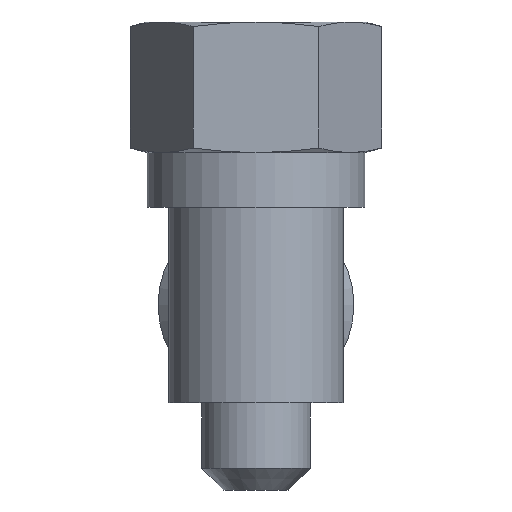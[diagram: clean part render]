
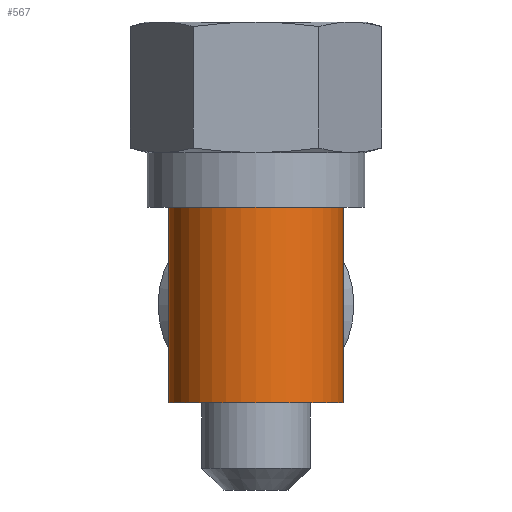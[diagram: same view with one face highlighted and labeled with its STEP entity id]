
A CAD part, front view. The second image highlights one B-rep face of the part: STEP entity #567.
In plain terms, the highlighted cylindrical face has radius 4 mm (diameter 8 mm), a full revolution.
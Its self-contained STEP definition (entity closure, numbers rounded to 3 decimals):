
#14=B_SPLINE_CURVE_WITH_KNOTS('',3,(#1011,#1012,#1013,#1014,#1015,#1016,
#1017,#1018,#1019,#1020,#1021,#1022,#1023,#1024,#1025,#1026,#1027,#1028,
#1029,#1030,#1031,#1032,#1033,#1034,#1035,#1036,#1037,#1038,#1039,#1040,
#1041,#1042,#1043,#1044,#1045,#1046,#1047,#1048,#1049,#1050,#1051,#1052),
 .UNSPECIFIED.,.T.,.F.,(4,2,2,2,2,2,2,2,2,2,2,2,2,2,2,2,2,2,2,2,4),(0.,
0.078,0.157,0.314,0.46,
0.605,0.751,0.896,1.053,1.132,
1.21,1.289,1.367,1.524,1.67,
1.815,1.961,2.107,2.264,2.342,
2.421),.UNSPECIFIED.);
#53=CYLINDRICAL_SURFACE('',#628,4.);
#81=FACE_BOUND('',#170,.T.);
#82=FACE_BOUND('',#171,.T.);
#127=FACE_OUTER_BOUND('',#169,.T.);
#169=EDGE_LOOP('',(#434));
#170=EDGE_LOOP('',(#435));
#171=EDGE_LOOP('',(#436));
#226=CIRCLE('',#629,4.);
#227=CIRCLE('',#630,4.);
#272=VERTEX_POINT('',#1006);
#273=VERTEX_POINT('',#1008);
#274=VERTEX_POINT('',#1010);
#337=EDGE_CURVE('',#272,#272,#226,.T.);
#338=EDGE_CURVE('',#273,#273,#227,.T.);
#339=EDGE_CURVE('',#274,#274,#14,.T.);
#434=ORIENTED_EDGE('',*,*,#337,.T.);
#435=ORIENTED_EDGE('',*,*,#338,.F.);
#436=ORIENTED_EDGE('',*,*,#339,.F.);
#567=ADVANCED_FACE('',(#127,#81,#82),#53,.T.);
#628=AXIS2_PLACEMENT_3D('',#1005,#749,#750);
#629=AXIS2_PLACEMENT_3D('',#1007,#751,#752);
#630=AXIS2_PLACEMENT_3D('',#1009,#753,#754);
#749=DIRECTION('center_axis',(0.,0.,1.));
#750=DIRECTION('ref_axis',(0.,-1.,0.));
#751=DIRECTION('center_axis',(0.,0.,1.));
#752=DIRECTION('ref_axis',(0.,-1.,0.));
#753=DIRECTION('center_axis',(0.,0.,1.));
#754=DIRECTION('ref_axis',(0.,-1.,0.));
#1005=CARTESIAN_POINT('Origin',(0.,0.,0.));
#1006=CARTESIAN_POINT('',(0.,-4.,-4.5));
#1007=CARTESIAN_POINT('Origin',(0.,0.,-4.5));
#1008=CARTESIAN_POINT('',(0.,-4.,4.5));
#1009=CARTESIAN_POINT('Origin',(0.,0.,4.5));
#1010=CARTESIAN_POINT('',(-3.6,1.744,0.));
#1011=CARTESIAN_POINT('Ctrl Pts',(-3.6,1.744,0.));
#1012=CARTESIAN_POINT('Ctrl Pts',(-3.6,1.744,0.262));
#1013=CARTESIAN_POINT('Ctrl Pts',(-3.572,1.803,0.506));
#1014=CARTESIAN_POINT('Ctrl Pts',(-3.474,1.985,0.973));
#1015=CARTESIAN_POINT('Ctrl Pts',(-3.404,2.108,1.196));
#1016=CARTESIAN_POINT('Ctrl Pts',(-3.131,2.511,1.837));
#1017=CARTESIAN_POINT('Ctrl Pts',(-2.865,2.822,2.226));
#1018=CARTESIAN_POINT('Ctrl Pts',(-2.249,3.33,2.842));
#1019=CARTESIAN_POINT('Ctrl Pts',(-1.864,3.57,3.117));
#1020=CARTESIAN_POINT('Ctrl Pts',(-0.983,3.906,3.496));
#1021=CARTESIAN_POINT('Ctrl Pts',(-0.485,4.,3.6));
#1022=CARTESIAN_POINT('Ctrl Pts',(0.485,4.,3.6));
#1023=CARTESIAN_POINT('Ctrl Pts',(0.983,3.906,3.496));
#1024=CARTESIAN_POINT('Ctrl Pts',(1.864,3.57,3.117));
#1025=CARTESIAN_POINT('Ctrl Pts',(2.249,3.33,2.842));
#1026=CARTESIAN_POINT('Ctrl Pts',(2.865,2.822,2.226));
#1027=CARTESIAN_POINT('Ctrl Pts',(3.131,2.511,1.837));
#1028=CARTESIAN_POINT('Ctrl Pts',(3.404,2.108,1.196));
#1029=CARTESIAN_POINT('Ctrl Pts',(3.474,1.985,0.973));
#1030=CARTESIAN_POINT('Ctrl Pts',(3.572,1.803,0.506));
#1031=CARTESIAN_POINT('Ctrl Pts',(3.6,1.744,0.262));
#1032=CARTESIAN_POINT('Ctrl Pts',(3.6,1.744,-0.262));
#1033=CARTESIAN_POINT('Ctrl Pts',(3.572,1.803,-0.506));
#1034=CARTESIAN_POINT('Ctrl Pts',(3.474,1.985,-0.973));
#1035=CARTESIAN_POINT('Ctrl Pts',(3.404,2.108,-1.196));
#1036=CARTESIAN_POINT('Ctrl Pts',(3.131,2.511,-1.837));
#1037=CARTESIAN_POINT('Ctrl Pts',(2.865,2.822,-2.226));
#1038=CARTESIAN_POINT('Ctrl Pts',(2.249,3.33,-2.842));
#1039=CARTESIAN_POINT('Ctrl Pts',(1.864,3.57,-3.117));
#1040=CARTESIAN_POINT('Ctrl Pts',(0.983,3.906,-3.496));
#1041=CARTESIAN_POINT('Ctrl Pts',(0.485,4.,-3.6));
#1042=CARTESIAN_POINT('Ctrl Pts',(-0.485,4.,-3.6));
#1043=CARTESIAN_POINT('Ctrl Pts',(-0.983,3.906,-3.496));
#1044=CARTESIAN_POINT('Ctrl Pts',(-1.864,3.57,-3.117));
#1045=CARTESIAN_POINT('Ctrl Pts',(-2.249,3.33,-2.842));
#1046=CARTESIAN_POINT('Ctrl Pts',(-2.865,2.822,-2.226));
#1047=CARTESIAN_POINT('Ctrl Pts',(-3.131,2.511,-1.837));
#1048=CARTESIAN_POINT('Ctrl Pts',(-3.404,2.108,-1.196));
#1049=CARTESIAN_POINT('Ctrl Pts',(-3.474,1.985,-0.973));
#1050=CARTESIAN_POINT('Ctrl Pts',(-3.572,1.803,-0.506));
#1051=CARTESIAN_POINT('Ctrl Pts',(-3.6,1.744,-0.262));
#1052=CARTESIAN_POINT('Ctrl Pts',(-3.6,1.744,0.));
